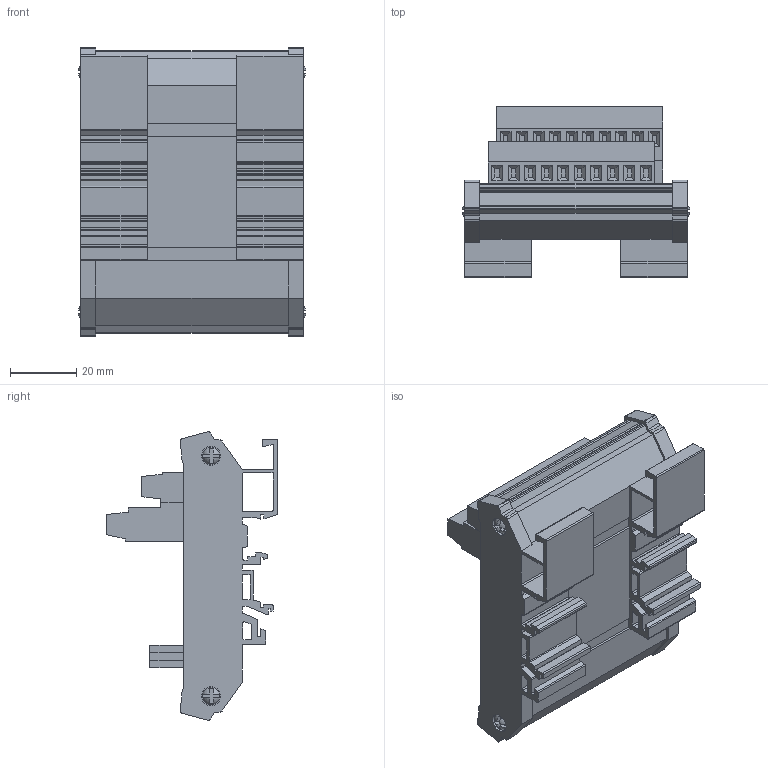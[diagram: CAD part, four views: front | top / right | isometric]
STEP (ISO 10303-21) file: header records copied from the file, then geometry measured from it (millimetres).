
FILE_DESCRIPTION (( 'STEP AP214' ), '1' );
FILE_NAME ('ZL-RTB20.step', '2014-11-13T22:38:22', ( '' ), ( '' ), 'SwSTEP 2.0', 'SolidWorks 2014', '' );
FILE_SCHEMA (( 'AUTOMOTIVE_DESIGN' ));
Length unit declared in the file: inch
Products named in the file (1): ZL-RTB20
Bounding box: 68.49 x 51.56 x 86.87 mm (x, y, z)
Volume: 110591.8 mm3; surface area: 32310.5 mm2
Topology: 1 solids, 1 shells, 869 faces, 2251 edges, 1458 vertices
Faces by surface type: plane 704, cylinder 157, sphere 8
Entity records: 32319 total; most frequent: CARTESIAN_POINT 4579, ORIENTED_EDGE 4502, DIRECTION 4433, EDGE_CURVE 2251, VECTOR 1809, LINE 1809, VERTEX_POINT 1458, AXIS2_PLACEMENT_3D 1312
